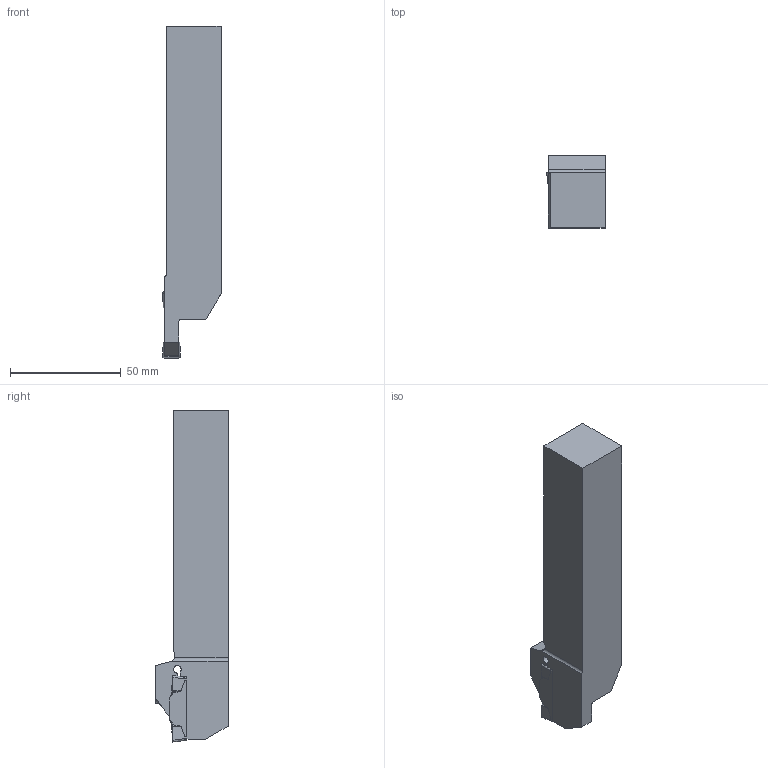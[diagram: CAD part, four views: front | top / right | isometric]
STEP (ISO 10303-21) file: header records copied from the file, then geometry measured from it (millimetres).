
FILE_DESCRIPTION(/* description */ (''),/* implementation_level */ '2;1');
FILE_NAME(/* name */ 'TOOLASSEMBLY_1.STP',/* time_stamp */ '2023-03-22T22:54:54+01:00',/* author */ (''),/* organization */ ('SMS'),/* preprocessor_version */ 'ST-DEVELOPER v16.7',/* originating_system */ 'SIEMENS PLM Software NX 12.0',/* authorisation */ '');
FILE_SCHEMA (('AUTOMOTIVE_DESIGN { 1 0 10303 214 3 1 1 1 }'));
Length unit declared in the file: millimetre
Products named in the file (4): ASSEMBLY_CONSTRUCTION; CUT_20230322225345; NOCUT_20230322225303; TOOLASSEMBLY_1
Assembly tree (3 placements, depth 2):
  TOOLASSEMBLY_1
    NOCUT_20230322225303
    CUT_20230322225345
    ASSEMBLY_CONSTRUCTION
Bounding box: 26.56 x 32.7 x 150 mm (x, y, z)
Volume: 86562.6 mm3; surface area: 17350.8 mm2
Topology: 2 solids, 2 shells, 117 faces, 345 edges, 239 vertices
Faces by surface type: plane 69, extrusion 24, cylinder 20, bspline 4
Entity records: 5036 total; most frequent: CARTESIAN_POINT 1912, ORIENTED_EDGE 682, DIRECTION 499, EDGE_CURVE 341, VECTOR 257, LINE 233, VERTEX_POINT 228, AXIS2_PLACEMENT_3D 121
